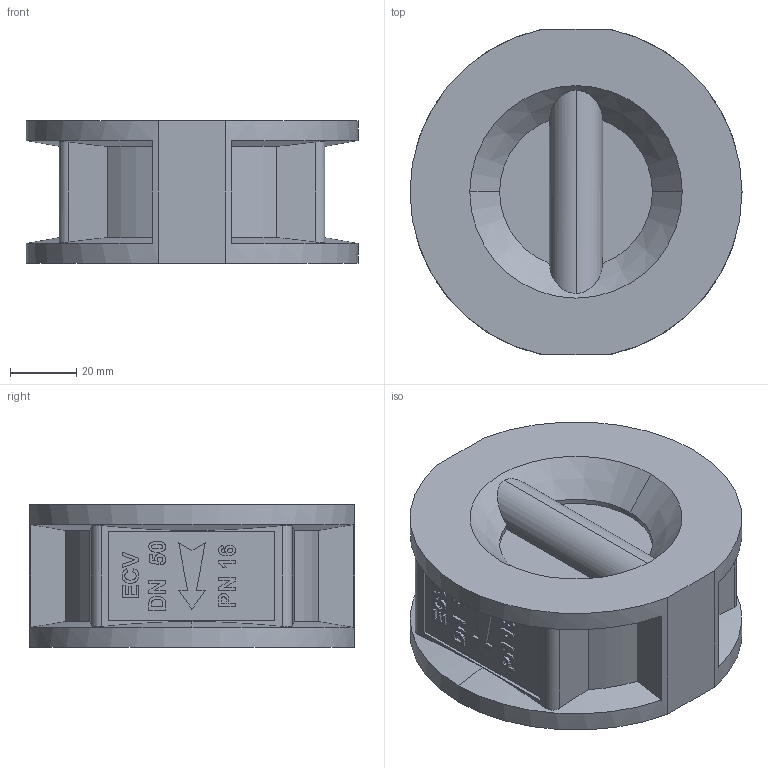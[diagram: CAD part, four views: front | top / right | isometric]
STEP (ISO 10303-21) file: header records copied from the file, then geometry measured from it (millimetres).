
FILE_DESCRIPTION (( 'STEP AP214' ), '1' );
FILE_NAME ('ECV DN 050 PN16.STEP', '2009-04-10T07:36:30', ( ' ' ), ( '' ), 'SwSTEP 2.0', 'SolidWorks 2007', '' );
FILE_SCHEMA (( 'AUTOMOTIVE_DESIGN' ));
Length unit declared in the file: millimetre
Products named in the file (1): ECV DN 050 PN16
Bounding box: 100 x 98 x 43 mm (x, y, z)
Volume: 173143.5 mm3; surface area: 46249.7 mm2
Topology: 1 solids, 1 shells, 397 faces, 1062 edges, 702 vertices
Faces by surface type: plane 231, bspline 124, cylinder 34, cone 8
Entity records: 19377 total; most frequent: CARTESIAN_POINT 9966, ORIENTED_EDGE 2124, DIRECTION 1366, EDGE_CURVE 1062, VECTOR 706, LINE 706, VERTEX_POINT 702, EDGE_LOOP 444
